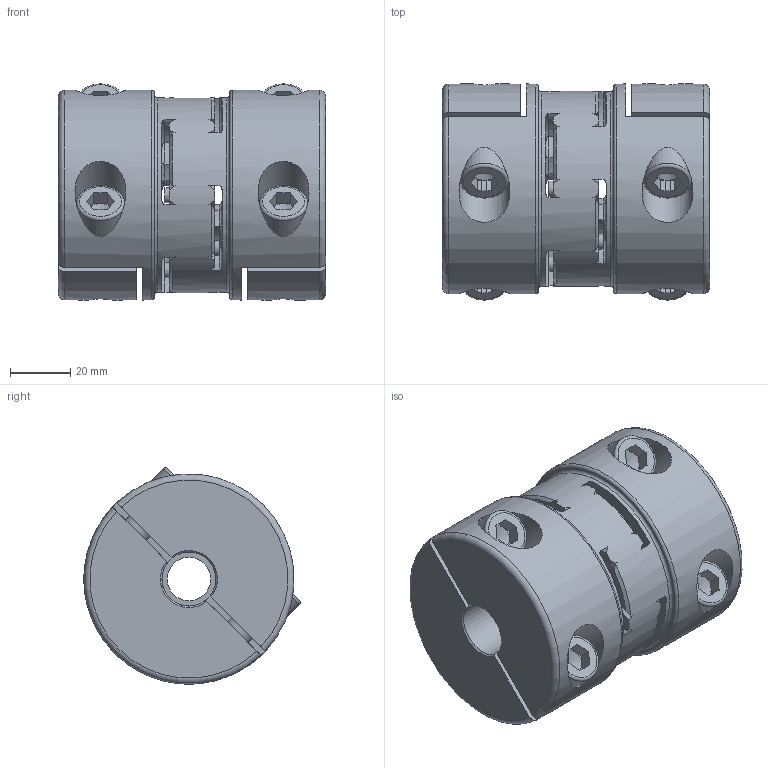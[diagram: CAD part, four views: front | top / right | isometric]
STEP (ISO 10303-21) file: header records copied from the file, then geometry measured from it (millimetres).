
FILE_DESCRIPTION( ( 'Unknown' ), '1' );
FILE_NAME( 'EKH 150 - Ø18.stp', 'Unknown', ( 'Unknown' ), ( 'Unknown' ), 'PSStep 10.1', 'Unknown', ' ' );
FILE_SCHEMA( ( 'AUTOMOTIVE_DESIGN { 1 0 10303 214 1 1 1 1 }' ) );
Length unit declared in the file: millimetre
Products named in the file (1): 29822870-oa3
Bounding box: 89 x 72.06 x 72.06 mm (x, y, z)
Volume: 266833.8 mm3; surface area: 66015.2 mm2
Topology: 1 solids, 1 shells, 314 faces, 839 edges, 535 vertices
Faces by surface type: plane 108, cylinder 92, cone 76, torus 38
Full cylindrical faces by diameter (mm): 5 x8, 8.376 x4, 10 x4, 10.4 x4, 14.5 x1, 16 x4, 17 x4, 18 x2, 30 x2, 65 x1, 70 x2
Entity records: 13084 total; most frequent: CARTESIAN_POINT 3155, DIRECTION 1542, ORIENTED_EDGE 1500, EDGE_CURVE 750, AXIS2_PLACEMENT_3D 661, VERTEX_POINT 506, EDGE_LOOP 416, FACE_OUTER_BOUND 360
